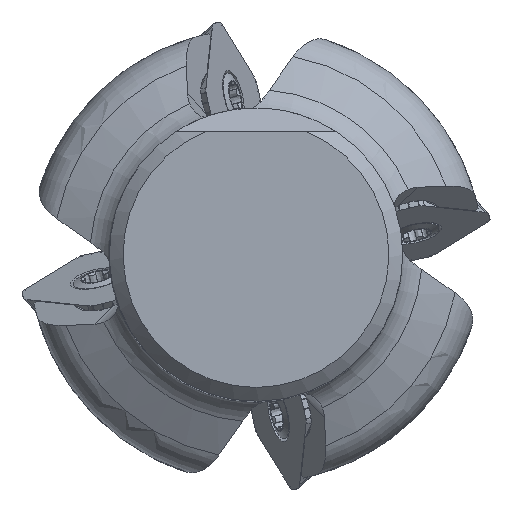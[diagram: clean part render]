
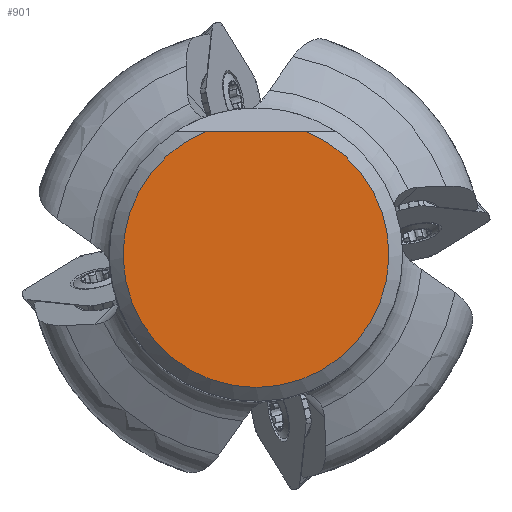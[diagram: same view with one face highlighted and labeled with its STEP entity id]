
A CAD part, top view. The second image highlights one B-rep face of the part: STEP entity #901.
In plain terms, the highlighted planar face has unit normal (0, 0, 1).
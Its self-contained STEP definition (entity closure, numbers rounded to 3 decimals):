
#476=FACE_OUTER_BOUND('',#1938,.T.);
#901=ADVANCED_FACE('',(#476),#1288,.T.);
#1288=PLANE('',#8929);
#1562=CIRCLE('',#8928,14.371);
#1938=EDGE_LOOP('',(#3977,#3978));
#2629=LINE('',#13902,#3030);
#3030=VECTOR('',#10125,1.);
#3977=ORIENTED_EDGE('',*,*,#7258,.F.);
#3978=ORIENTED_EDGE('',*,*,#7259,.T.);
#6308=VERTEX_POINT('',#13903);
#6309=VERTEX_POINT('',#13904);
#7258=EDGE_CURVE('',#6308,#6309,#2629,.T.);
#7259=EDGE_CURVE('',#6308,#6309,#1562,.T.);
#8928=AXIS2_PLACEMENT_3D('',#13905,#10126,#10127);
#8929=AXIS2_PLACEMENT_3D('',#13906,#10128,#10129);
#10125=DIRECTION('',(1.,0.,0.));
#10126=DIRECTION('',(0.,0.,1.));
#10127=DIRECTION('',(1.,0.,0.));
#10128=DIRECTION('',(0.,0.,1.));
#10129=DIRECTION('',(1.,0.,0.));
#13902=CARTESIAN_POINT('',(0.,13.289,0.));
#13903=CARTESIAN_POINT('',(-5.471,13.289,0.));
#13904=CARTESIAN_POINT('',(5.471,13.289,0.));
#13905=CARTESIAN_POINT('',(0.,0.,0.));
#13906=CARTESIAN_POINT('',(0.,0.,0.));
